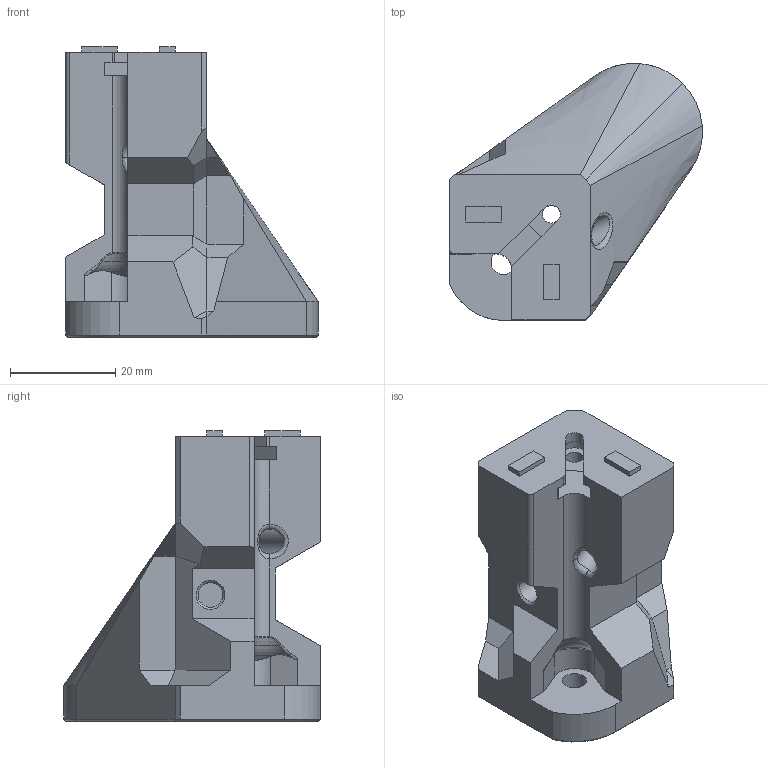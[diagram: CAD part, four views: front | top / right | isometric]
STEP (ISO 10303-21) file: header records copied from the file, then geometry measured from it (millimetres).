
FILE_DESCRIPTION(/* description */ (''),/* implementation_level */ '2;1');
FILE_NAME(/* name */ 'back_right_foot_bowden_tube.step',/* time_stamp */ '2023-12-03T22:07:15-08:00',/* author */ (''),/* organization */ (''),/* preprocessor_version */ 'ST-DEVELOPER v20',/* originating_system */ 'Autodesk Translation Framework v12.14.0.127',/* authorisation */ '');
FILE_SCHEMA (('AUTOMOTIVE_DESIGN { 1 0 10303 214 3 1 1 }'));
Length unit declared in the file: millimetre
Products named in the file (1): rear_right_leg
Bounding box: 47.95 x 48.77 x 55.1 mm (x, y, z)
Volume: 45735.1 mm3; surface area: 10821.1 mm2
Topology: 1 solids, 1 shells, 162 faces, 473 edges, 317 vertices
Faces by surface type: plane 82, cylinder 54, bspline 16, cone 8, torus 2
Full cylindrical faces by diameter (mm): 3.4 x1, 4.234 x18, 4.6 x1, 4.7 x2, 5.12 x18, 6.2 x1
Entity records: 24328 total; most frequent: CARTESIAN_POINT 20297, ORIENTED_EDGE 946, DIRECTION 663, EDGE_CURVE 473, VERTEX_POINT 317, LINE 255, VECTOR 255, AXIS2_PLACEMENT_3D 204
